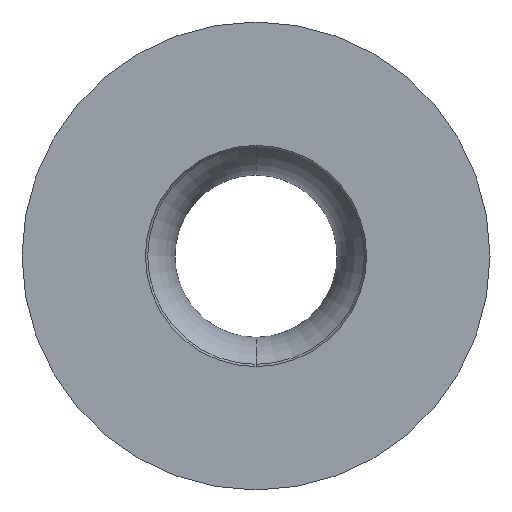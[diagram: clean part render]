
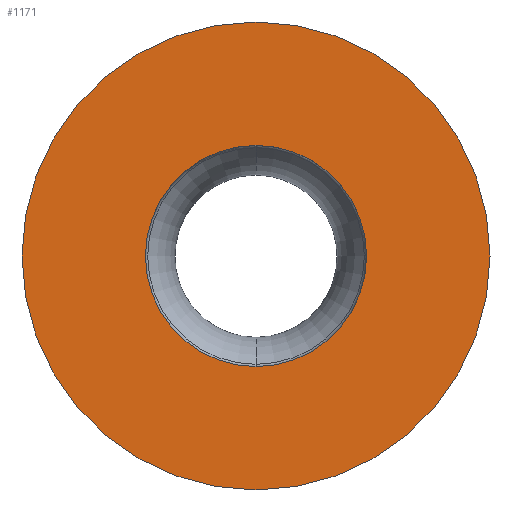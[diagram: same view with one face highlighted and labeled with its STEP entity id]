
A CAD part, top view. The second image highlights one B-rep face of the part: STEP entity #1171.
In plain terms, the highlighted planar face has unit normal (0, 0, 1).
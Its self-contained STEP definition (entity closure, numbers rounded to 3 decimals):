
#327=CARTESIAN_POINT('',(0.,0.,0.));
#328=DIRECTION('',(0.,0.,1.));
#329=DIRECTION('',(0.,-1.,0.));
#330=AXIS2_PLACEMENT_3D('',#327,#328,#329);
#335=CARTESIAN_POINT('',(0.,0.,0.));
#336=DIRECTION('',(0.,0.,-1.));
#337=DIRECTION('',(0.,-1.,0.));
#338=AXIS2_PLACEMENT_3D('',#335,#336,#337);
#343=CARTESIAN_POINT('',(0.,0.,0.));
#344=DIRECTION('',(0.,0.,-1.));
#345=DIRECTION('',(0.,-1.,0.));
#346=AXIS2_PLACEMENT_3D('',#343,#344,#345);
#351=CARTESIAN_POINT('',(0.,0.,0.));
#352=DIRECTION('',(0.,0.,-1.));
#353=DIRECTION('',(0.,1.,0.));
#354=AXIS2_PLACEMENT_3D('',#351,#352,#353);
#858=CARTESIAN_POINT('',(0.,-6.35,0.));
#859=CARTESIAN_POINT('',(0.,6.35,0.));
#860=VERTEX_POINT('',#858);
#861=VERTEX_POINT('',#859);
#892=CARTESIAN_POINT('',(0.,-3.,0.));
#893=CARTESIAN_POINT('',(0.,3.,0.));
#894=VERTEX_POINT('',#892);
#895=VERTEX_POINT('',#893);
#1155=CARTESIAN_POINT('',(0.,0.,0.));
#1156=DIRECTION('',(0.,0.,-1.));
#1157=DIRECTION('',(0.,1.,0.));
#1158=AXIS2_PLACEMENT_3D('',#1155,#1156,#1157);
#1159=PLANE('',#1158);
#1161=ORIENTED_EDGE('',*,*,#1160,.F.);
#1163=ORIENTED_EDGE('',*,*,#1162,.T.);
#1164=EDGE_LOOP('',(#1161,#1163));
#1165=FACE_OUTER_BOUND('',#1164,.F.);
#1166=ORIENTED_EDGE('',*,*,#1145,.F.);
#1168=ORIENTED_EDGE('',*,*,#1167,.F.);
#1169=EDGE_LOOP('',(#1166,#1168));
#1170=FACE_BOUND('',#1169,.F.);
#331=CIRCLE('',#330,6.35);
#339=CIRCLE('',#338,6.35);
#347=CIRCLE('',#346,3.);
#355=CIRCLE('',#354,3.);
#1145=EDGE_CURVE('',#894,#895,#347,.T.);
#1160=EDGE_CURVE('',#860,#861,#331,.T.);
#1162=EDGE_CURVE('',#860,#861,#339,.T.);
#1167=EDGE_CURVE('',#895,#894,#355,.T.);
#1171=ADVANCED_FACE('',(#1165,#1170),#1159,.F.);
